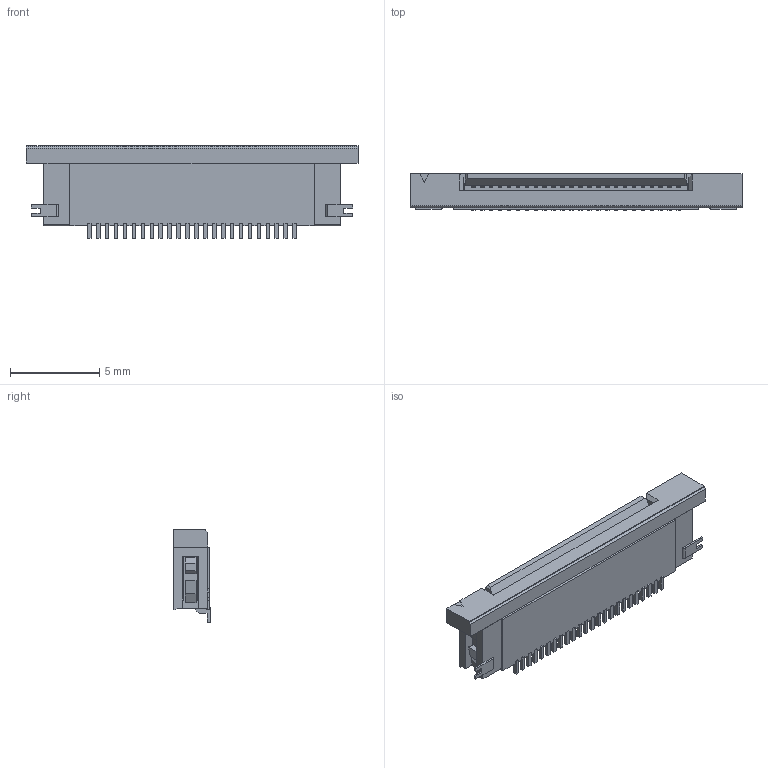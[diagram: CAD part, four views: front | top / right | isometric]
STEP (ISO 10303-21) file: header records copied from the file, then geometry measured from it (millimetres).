
FILE_DESCRIPTION(('STEP AP242'),'1');
FILE_NAME('52435-2471.stp','2020-12-26T01:57:46',('TraceParts'),('TraceParts S.A.'),'Spatial InterOp 3D',' ',' ');
FILE_SCHEMA(('AP242_MANAGED_MODEL_BASED_3D_ENGINEERING_MIM_LF {1 0 10303 442 1 1 4}'));
Length unit declared in the file: millimetre
Products named in the file (1): 52435-2471_1
Bounding box: 18.6 x 2.05 x 5.2 mm (x, y, z)
Volume: 126 mm3; surface area: 427.6 mm2
Topology: 1 solids, 1 shells, 664 faces, 2093 edges, 1536 vertices
Faces by surface type: plane 636, cylinder 28
Entity records: 22701 total; most frequent: CARTESIAN_POINT 4079, ORIENTED_EDGE 3970, DIRECTION 3483, LINE 2035, VECTOR 2035, EDGE_CURVE 1985, VERTEX_POINT 1320, AXIS2_PLACEMENT_3D 724
